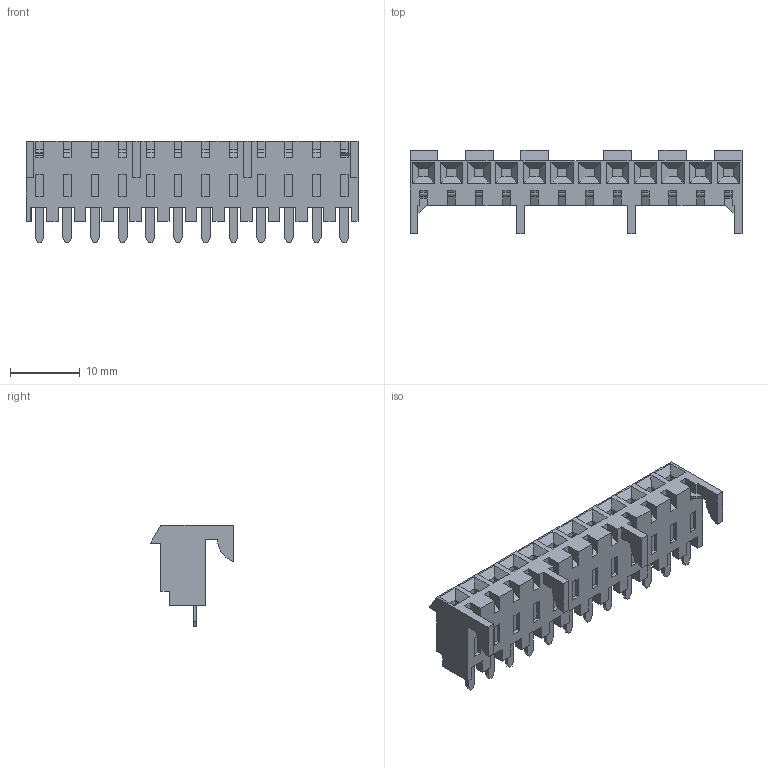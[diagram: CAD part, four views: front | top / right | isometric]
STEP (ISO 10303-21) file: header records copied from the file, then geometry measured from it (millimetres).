
FILE_DESCRIPTION((''),'2;1');
FILE_NAME('009484128','2017-05-24T',('ghp'),(''),'PRO/ENGINEER BY PARAMETRIC TECHNOLOGY CORPORATION, 2012310','PRO/ENGINEER BY PARAMETRIC TECHNOLOGY CORPORATION, 2012310','');
FILE_SCHEMA(('CONFIG_CONTROL_DESIGN'));
Length unit declared in the file: millimetre
Products named in the file (1): 009484128
Bounding box: 47.45 x 11.88 x 14.48 mm (x, y, z)
Volume: 2887.2 mm3; surface area: 2468.8 mm2
Topology: 1 solids, 1 shells, 434 faces, 1163 edges, 776 vertices
Faces by surface type: plane 418, cylinder 16
Entity records: 13238 total; most frequent: CARTESIAN_POINT 2332, ORIENTED_EDGE 2260, DIRECTION 2089, EDGE_CURVE 1130, VECTOR 1107, LINE 1107, VERTEX_POINT 734, AXIS2_PLACEMENT_3D 491
